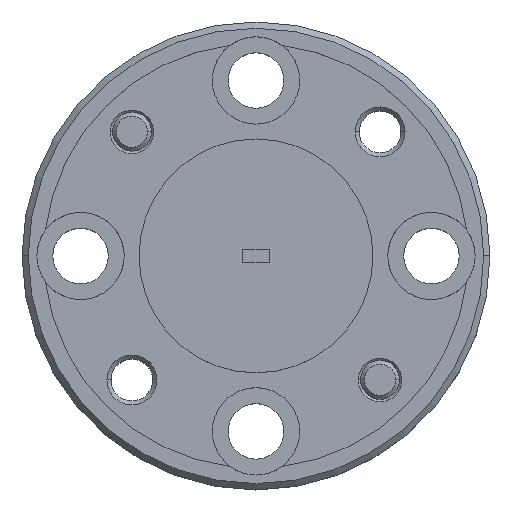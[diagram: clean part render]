
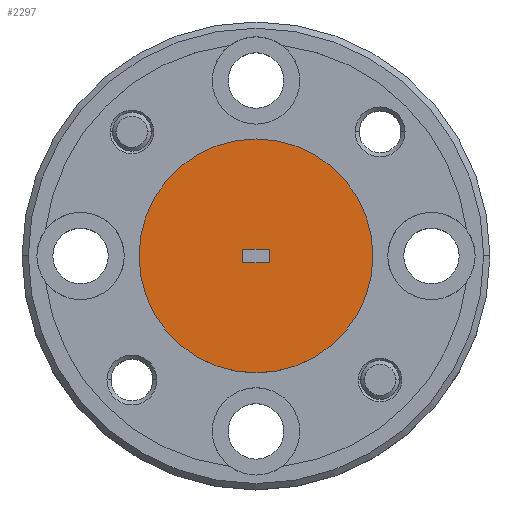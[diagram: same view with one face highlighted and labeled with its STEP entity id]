
A CAD part, top view. The second image highlights one B-rep face of the part: STEP entity #2297.
In plain terms, the highlighted planar face has unit normal (0, 0, 1).
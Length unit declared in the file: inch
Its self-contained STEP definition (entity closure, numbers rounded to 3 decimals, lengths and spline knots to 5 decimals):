
#70 = DIRECTION ( 'NONE',  ( 0., -1., 0. ) ) ;
#85 = EDGE_LOOP ( 'NONE', ( #1255, #2023, #1691, #532 ) ) ;
#86 = VERTEX_POINT ( 'NONE', #1931 ) ;
#154 = AXIS2_PLACEMENT_3D ( 'NONE', #845, #1562, #2293 ) ;
#235 = LINE ( 'NONE', #969, #742 ) ;
#306 = CARTESIAN_POINT ( 'NONE',  ( -0.1875, 0., 0.16 ) ) ;
#340 = AXIS2_PLACEMENT_3D ( 'NONE', #2122, #1905, #1216 ) ;
#390 = DIRECTION ( 'NONE',  ( 0., 0., 1. ) ) ;
#525 = LINE ( 'NONE', #1250, #1787 ) ;
#532 = ORIENTED_EDGE ( 'NONE', *, *, #1990, .F. ) ;
#580 = CARTESIAN_POINT ( 'NONE',  ( 0.0215, 0.01075, 0.16 ) ) ;
#624 = CARTESIAN_POINT ( 'NONE',  ( 0.0215, -0.01075, 0.16 ) ) ;
#633 = FACE_OUTER_BOUND ( 'NONE', #1632, .T. ) ;
#648 = ORIENTED_EDGE ( 'NONE', *, *, #1008, .T. ) ;
#675 = VERTEX_POINT ( 'NONE', #1474 ) ;
#688 = VERTEX_POINT ( 'NONE', #580 ) ;
#742 = VECTOR ( 'NONE', #1686, 39.37008 ) ;
#755 = CARTESIAN_POINT ( 'NONE',  ( 0., 0., 0.16 ) ) ;
#765 = CIRCLE ( 'NONE', #340, 0.1875 ) ;
#770 = VERTEX_POINT ( 'NONE', #624 ) ;
#845 = CARTESIAN_POINT ( 'NONE',  ( 0., 0., 0.16 ) ) ;
#967 = CARTESIAN_POINT ( 'NONE',  ( -0.0215, 0.01075, 0.16 ) ) ;
#969 = CARTESIAN_POINT ( 'NONE',  ( -0.0215, -0.01075, 0.16 ) ) ;
#1008 = EDGE_CURVE ( 'NONE', #1900, #1970, #1957, .T. ) ;
#1048 = PLANE ( 'NONE',  #154 ) ;
#1065 = DIRECTION ( 'NONE',  ( -1., 0., 0. ) ) ;
#1100 = ORIENTED_EDGE ( 'NONE', *, *, #1965, .T. ) ;
#1120 = DIRECTION ( 'NONE',  ( 1., 0., 0. ) ) ;
#1151 = EDGE_CURVE ( 'NONE', #86, #770, #235, .T. ) ;
#1195 = EDGE_CURVE ( 'NONE', #770, #688, #1929, .T. ) ;
#1201 = VECTOR ( 'NONE', #1710, 39.37008 ) ;
#1214 = FACE_BOUND ( 'NONE', #85, .T. ) ;
#1216 = DIRECTION ( 'NONE',  ( 1., 0., 0. ) ) ;
#1250 = CARTESIAN_POINT ( 'NONE',  ( -0.0215, 0.01075, 0.16 ) ) ;
#1255 = ORIENTED_EDGE ( 'NONE', *, *, #1195, .F. ) ;
#1474 = CARTESIAN_POINT ( 'NONE',  ( -0.0215, 0.01075, 0.16 ) ) ;
#1509 = LINE ( 'NONE', #967, #1769 ) ;
#1532 = CARTESIAN_POINT ( 'NONE',  ( 0.0215, 0.01075, 0.16 ) ) ;
#1562 = DIRECTION ( 'NONE',  ( 0., 0., 1. ) ) ;
#1613 = EDGE_CURVE ( 'NONE', #675, #86, #1509, .T. ) ;
#1632 = EDGE_LOOP ( 'NONE', ( #648, #1100 ) ) ;
#1686 = DIRECTION ( 'NONE',  ( 1., 0., 0. ) ) ;
#1691 = ORIENTED_EDGE ( 'NONE', *, *, #1613, .F. ) ;
#1710 = DIRECTION ( 'NONE',  ( 0., 1., 0. ) ) ;
#1769 = VECTOR ( 'NONE', #70, 39.37008 ) ;
#1787 = VECTOR ( 'NONE', #1065, 39.37008 ) ;
#1900 = VERTEX_POINT ( 'NONE', #306 ) ;
#1905 = DIRECTION ( 'NONE',  ( 0., 0., 1. ) ) ;
#1919 = AXIS2_PLACEMENT_3D ( 'NONE', #755, #390, #1120 ) ;
#1929 = LINE ( 'NONE', #1532, #1201 ) ;
#1931 = CARTESIAN_POINT ( 'NONE',  ( -0.0215, -0.01075, 0.16 ) ) ;
#1957 = CIRCLE ( 'NONE', #1919, 0.1875 ) ;
#1965 = EDGE_CURVE ( 'NONE', #1970, #1900, #765, .T. ) ;
#1970 = VERTEX_POINT ( 'NONE', #2341 ) ;
#1990 = EDGE_CURVE ( 'NONE', #688, #675, #525, .T. ) ;
#2023 = ORIENTED_EDGE ( 'NONE', *, *, #1151, .F. ) ;
#2122 = CARTESIAN_POINT ( 'NONE',  ( 0., 0., 0.16 ) ) ;
#2293 = DIRECTION ( 'NONE',  ( 1., 0., 0. ) ) ;
#2297 = ADVANCED_FACE ( 'NONE', ( #1214, #633 ), #1048, .T. ) ;
#2341 = CARTESIAN_POINT ( 'NONE',  ( 0.1875, 0., 0.16 ) ) ;
